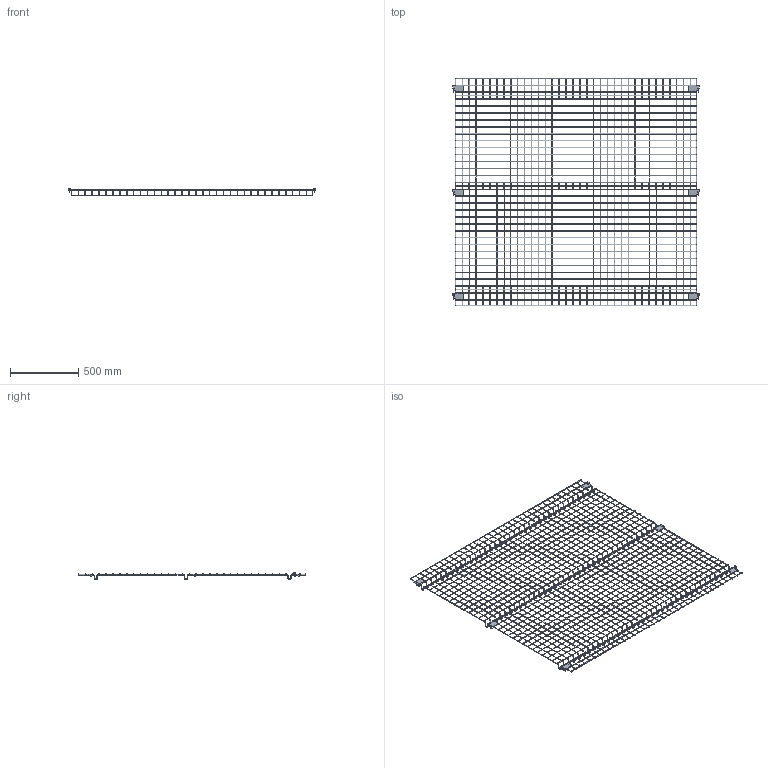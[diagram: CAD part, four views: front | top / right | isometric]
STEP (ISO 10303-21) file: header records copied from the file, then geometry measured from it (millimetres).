
FILE_DESCRIPTION (( 'STEP AP214' ), '1' );
FILE_NAME ('X07066.STEP', '2024-02-23T11:16:58', ( '' ), ( '' ), 'SwSTEP 2.0', 'SolidWorks 2023', '' );
FILE_SCHEMA (( 'AUTOMOTIVE_DESIGN' ));
Length unit declared in the file: inch
Products named in the file (1): X07066
Bounding box: 1811.35 x 1673.22 x 53.41 mm (x, y, z)
Volume: 1771997.9 mm3; surface area: 1727003.4 mm2
Topology: 83 solids, 83 shells, 1263 faces, 2946 edges, 1853 vertices
Faces by surface type: cylinder 553, bspline 444, plane 254, cone 12
Full cylindrical faces by diameter (mm): 4.064 x505, 4.763 x2, 5.105 x2, 6.229 x2, 6.35 x2
Entity records: 37589 total; most frequent: CARTESIAN_POINT 16392, DIRECTION 4152, ORIENTED_EDGE 2860, EDGE_LOOP 2236, FACE_OUTER_BOUND 2216, AXIS2_PLACEMENT_3D 1934, EDGE_CURVE 1430, VERTEX_POINT 1302
